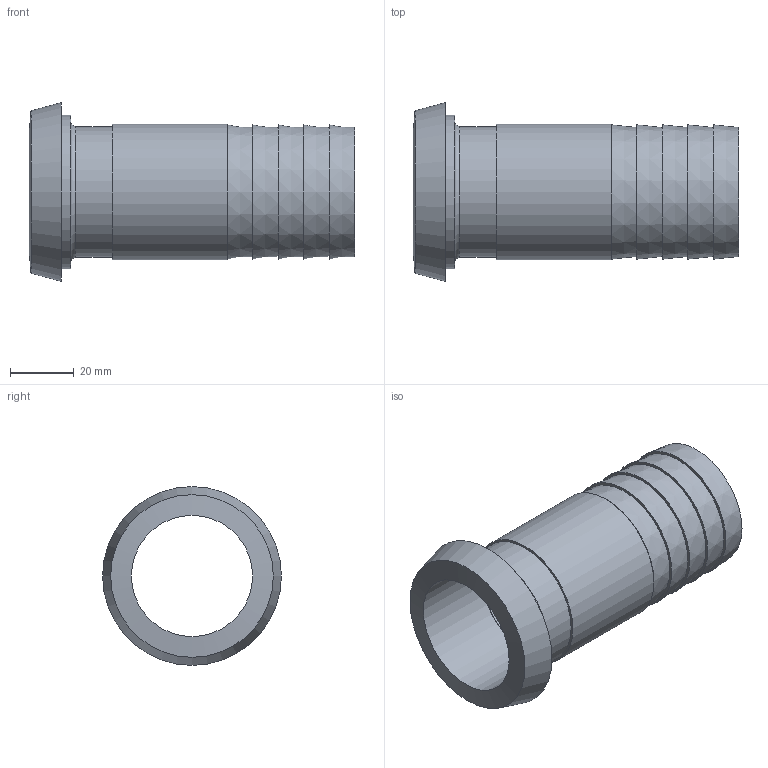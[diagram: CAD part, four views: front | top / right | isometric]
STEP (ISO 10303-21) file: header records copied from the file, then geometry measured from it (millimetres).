
FILE_DESCRIPTION(/* description */ (''),/* implementation_level */ '2;1');
FILE_NAME(/* name */ '26040040000.stp',/* time_stamp */ '2016-03-08T11:46:16+01:00',/* author */ ('Struska'),/* organization */ ('BUPOSPOL'),/* preprocessor_version */ 'ST-DEVELOPER v15.6',/* originating_system */ 'Autodesk Inventor 2015',/* authorisation */ '');
FILE_SCHEMA (('CONFIG_CONTROL_DESIGN'));
Length unit declared in the file: millimetre
Products named in the file (1): 26040040000
Bounding box: 102 x 56 x 56 mm (x, y, z)
Volume: 31517.1 mm3; surface area: 28705.7 mm2
Topology: 1 solids, 1 shells, 23 faces, 37 edges, 24 vertices
Faces by surface type: plane 10, cone 7, cylinder 5, torus 1
Full cylindrical faces by diameter (mm): 38 x1, 38.4 x1, 41 x1, 42.4 x1, 48 x1
Entity records: 515 total; most frequent: DIRECTION 94, CARTESIAN_POINT 70, AXIS2_PLACEMENT_3D 47, EDGE_LOOP 46, ORIENTED_EDGE 46, STYLED_ITEM 24, FACE_BOUND 23, FACE_OUTER_BOUND 23
